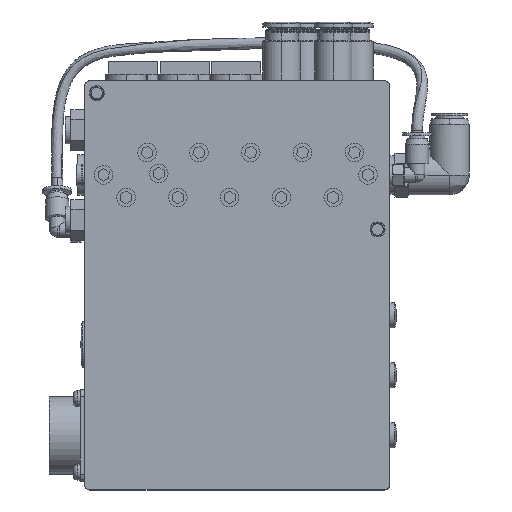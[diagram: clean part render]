
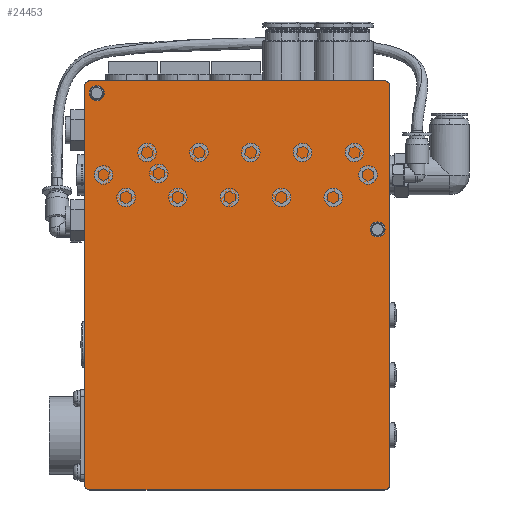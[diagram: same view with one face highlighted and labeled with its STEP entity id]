
A CAD part, top view. The second image highlights one B-rep face of the part: STEP entity #24453.
In plain terms, the highlighted planar face has unit normal (0, 0, 1).
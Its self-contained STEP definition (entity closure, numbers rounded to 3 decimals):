
#871 = DIRECTION ( 'NONE',  ( 0., 0., -1. ) ) ;
#884 = FACE_OUTER_BOUND ( 'NONE', #42906, .T. ) ;
#1895 = AXIS2_PLACEMENT_3D ( 'NONE', #1985, #38523, #7263 ) ;
#1985 = CARTESIAN_POINT ( 'NONE',  ( 51.5, 20.5, 0. ) ) ;
#4059 = ORIENTED_EDGE ( 'NONE', *, *, #13264, .T. ) ;
#4136 = DIRECTION ( 'NONE',  ( 0., 0., 1. ) ) ;
#4363 = DIRECTION ( 'NONE',  ( 1., 0., 0. ) ) ;
#5556 = AXIS2_PLACEMENT_3D ( 'NONE', #7493, #43928, #12763 ) ;
#6208 = AXIS2_PLACEMENT_3D ( 'NONE', #32197, #871, #37416 ) ;
#6338 = ORIENTED_EDGE ( 'NONE', *, *, #23512, .T. ) ;
#7263 = DIRECTION ( 'NONE',  ( -1., 0., 0. ) ) ;
#7493 = CARTESIAN_POINT ( 'NONE',  ( 54., -73., 0. ) ) ;
#7645 = AXIS2_PLACEMENT_3D ( 'NONE', #45555, #14406, #50838 ) ;
#8634 = AXIS2_PLACEMENT_3D ( 'NONE', #59798, #28588, #65020 ) ;
#9163 = VERTEX_POINT ( 'NONE', #55508 ) ;
#9893 = EDGE_CURVE ( 'NONE', #56485, #36723, #27050, .T. ) ;
#10277 = EDGE_CURVE ( 'NONE', #28985, #36455, #22941, .T. ) ;
#12106 = CIRCLE ( 'NONE', #45259, 2. ) ;
#12763 = DIRECTION ( 'NONE',  ( 1., 0., 0. ) ) ;
#13000 = EDGE_CURVE ( 'NONE', #36723, #28985, #12106, .T. ) ;
#13103 = ORIENTED_EDGE ( 'NONE', *, *, #16462, .T. ) ;
#13263 = FACE_BOUND ( 'NONE', #61075, .T. ) ;
#13264 = EDGE_CURVE ( 'NONE', #31948, #20726, #23482, .T. ) ;
#13843 = VERTEX_POINT ( 'NONE', #28205 ) ;
#14406 = DIRECTION ( 'NONE',  ( 0., 0., 1. ) ) ;
#14436 = CARTESIAN_POINT ( 'NONE',  ( -56., -73., 0. ) ) ;
#16202 = DIRECTION ( 'NONE',  ( 1., 0., 0. ) ) ;
#16462 = EDGE_CURVE ( 'NONE', #33146, #41193, #26091, .T. ) ;
#16506 = CARTESIAN_POINT ( 'NONE',  ( 54., -75., 0. ) ) ;
#16702 = CIRCLE ( 'NONE', #1895, 2.75 ) ;
#16929 = EDGE_CURVE ( 'NONE', #20642, #9163, #17118, .T. ) ;
#17118 = LINE ( 'NONE', #59110, #57002 ) ;
#19931 = CARTESIAN_POINT ( 'NONE',  ( -56., -75., 0. ) ) ;
#20255 = EDGE_CURVE ( 'NONE', #9163, #56485, #60799, .T. ) ;
#20606 = DIRECTION ( 'NONE',  ( 0., 0., -1. ) ) ;
#20642 = VERTEX_POINT ( 'NONE', #43499 ) ;
#20726 = VERTEX_POINT ( 'NONE', #22982 ) ;
#21248 = DIRECTION ( 'NONE',  ( 1., 0., 0. ) ) ;
#22154 = DIRECTION ( 'NONE',  ( 0., 0., 1. ) ) ;
#22941 = LINE ( 'NONE', #53444, #49078 ) ;
#22982 = CARTESIAN_POINT ( 'NONE',  ( -48.75, 70.5, 0. ) ) ;
#23024 = AXIS2_PLACEMENT_3D ( 'NONE', #25061, #61539, #30340 ) ;
#23482 = CIRCLE ( 'NONE', #23024, 2.75 ) ;
#23512 = EDGE_CURVE ( 'NONE', #13843, #20642, #27048, .T. ) ;
#24453 = ADVANCED_FACE ( 'NONE', ( #13263, #66978, #884 ), #61596, .T. ) ;
#25061 = CARTESIAN_POINT ( 'NONE',  ( -51.5, 70.5, 0. ) ) ;
#25583 = ORIENTED_EDGE ( 'NONE', *, *, #28685, .T. ) ;
#26091 = CIRCLE ( 'NONE', #58934, 2.75 ) ;
#26149 = CARTESIAN_POINT ( 'NONE',  ( -54.25, 70.5, 0. ) ) ;
#26317 = CARTESIAN_POINT ( 'NONE',  ( 48.75, 20.5, 0. ) ) ;
#27048 = CIRCLE ( 'NONE', #8634, 2. ) ;
#27050 = LINE ( 'NONE', #48816, #39359 ) ;
#28205 = CARTESIAN_POINT ( 'NONE',  ( 56., 73., 0. ) ) ;
#28588 = DIRECTION ( 'NONE',  ( 0., 0., 1. ) ) ;
#28685 = EDGE_CURVE ( 'NONE', #20726, #31948, #33185, .T. ) ;
#28985 = VERTEX_POINT ( 'NONE', #51727 ) ;
#30340 = DIRECTION ( 'NONE',  ( -1., 0., 0. ) ) ;
#30480 = EDGE_CURVE ( 'NONE', #41193, #33146, #16702, .T. ) ;
#31948 = VERTEX_POINT ( 'NONE', #26149 ) ;
#32197 = CARTESIAN_POINT ( 'NONE',  ( -51.5, 70.5, 0. ) ) ;
#33146 = VERTEX_POINT ( 'NONE', #57910 ) ;
#33150 = DIRECTION ( 'NONE',  ( -1., 0., 0. ) ) ;
#33185 = CIRCLE ( 'NONE', #6208, 2.75 ) ;
#34609 = ORIENTED_EDGE ( 'NONE', *, *, #9893, .T. ) ;
#36445 = CARTESIAN_POINT ( 'NONE',  ( 56., 75., 0. ) ) ;
#36455 = VERTEX_POINT ( 'NONE', #16506 ) ;
#36723 = VERTEX_POINT ( 'NONE', #14436 ) ;
#37416 = DIRECTION ( 'NONE',  ( -1., 0., 0. ) ) ;
#38523 = DIRECTION ( 'NONE',  ( 0., 0., -1. ) ) ;
#38885 = ORIENTED_EDGE ( 'NONE', *, *, #54764, .T. ) ;
#39359 = VECTOR ( 'NONE', #47593, 1000. ) ;
#40890 = VECTOR ( 'NONE', #52151, 1000. ) ;
#41193 = VERTEX_POINT ( 'NONE', #26317 ) ;
#42906 = EDGE_LOOP ( 'NONE', ( #59623, #6338, #61288, #49356, #34609, #55735, #56594, #38885 ) ) ;
#43499 = CARTESIAN_POINT ( 'NONE',  ( 54., 75., 0. ) ) ;
#43928 = DIRECTION ( 'NONE',  ( 0., 0., 1. ) ) ;
#45259 = AXIS2_PLACEMENT_3D ( 'NONE', #66972, #22154, #21248 ) ;
#45555 = CARTESIAN_POINT ( 'NONE',  ( -54., 73., 0. ) ) ;
#46626 = AXIS2_PLACEMENT_3D ( 'NONE', #19931, #4136, #4363 ) ;
#47593 = DIRECTION ( 'NONE',  ( 0., -1., 0. ) ) ;
#48816 = CARTESIAN_POINT ( 'NONE',  ( -56., 75., 0. ) ) ;
#48940 = CARTESIAN_POINT ( 'NONE',  ( 56., -73., 0. ) ) ;
#49078 = VECTOR ( 'NONE', #16202, 1000. ) ;
#49356 = ORIENTED_EDGE ( 'NONE', *, *, #20255, .T. ) ;
#50838 = DIRECTION ( 'NONE',  ( 1., 0., 0. ) ) ;
#51683 = CIRCLE ( 'NONE', #5556, 2. ) ;
#51727 = CARTESIAN_POINT ( 'NONE',  ( -54., -75., 0. ) ) ;
#51847 = CARTESIAN_POINT ( 'NONE',  ( 51.5, 20.5, 0. ) ) ;
#52151 = DIRECTION ( 'NONE',  ( 0., 1., 0. ) ) ;
#52859 = ORIENTED_EDGE ( 'NONE', *, *, #30480, .T. ) ;
#53444 = CARTESIAN_POINT ( 'NONE',  ( -56., -75., 0. ) ) ;
#53638 = CARTESIAN_POINT ( 'NONE',  ( -56., 73., 0. ) ) ;
#54764 = EDGE_CURVE ( 'NONE', #36455, #64365, #51683, .T. ) ;
#54773 = LINE ( 'NONE', #36445, #40890 ) ;
#55508 = CARTESIAN_POINT ( 'NONE',  ( -54., 75., 0. ) ) ;
#55735 = ORIENTED_EDGE ( 'NONE', *, *, #13000, .T. ) ;
#56485 = VERTEX_POINT ( 'NONE', #53638 ) ;
#56594 = ORIENTED_EDGE ( 'NONE', *, *, #10277, .T. ) ;
#57002 = VECTOR ( 'NONE', #33150, 1000. ) ;
#57021 = DIRECTION ( 'NONE',  ( -1., 0., 0. ) ) ;
#57334 = EDGE_CURVE ( 'NONE', #64365, #13843, #54773, .T. ) ;
#57910 = CARTESIAN_POINT ( 'NONE',  ( 54.25, 20.5, 0. ) ) ;
#58934 = AXIS2_PLACEMENT_3D ( 'NONE', #51847, #20606, #57021 ) ;
#59110 = CARTESIAN_POINT ( 'NONE',  ( -56., 75., 0. ) ) ;
#59623 = ORIENTED_EDGE ( 'NONE', *, *, #57334, .T. ) ;
#59798 = CARTESIAN_POINT ( 'NONE',  ( 54., 73., 0. ) ) ;
#60799 = CIRCLE ( 'NONE', #7645, 2. ) ;
#61075 = EDGE_LOOP ( 'NONE', ( #4059, #25583 ) ) ;
#61288 = ORIENTED_EDGE ( 'NONE', *, *, #16929, .T. ) ;
#61539 = DIRECTION ( 'NONE',  ( 0., 0., -1. ) ) ;
#61596 = PLANE ( 'NONE',  #46626 ) ;
#62491 = EDGE_LOOP ( 'NONE', ( #52859, #13103 ) ) ;
#64365 = VERTEX_POINT ( 'NONE', #48940 ) ;
#65020 = DIRECTION ( 'NONE',  ( 1., 0., 0. ) ) ;
#66972 = CARTESIAN_POINT ( 'NONE',  ( -54., -73., 0. ) ) ;
#66978 = FACE_BOUND ( 'NONE', #62491, .T. ) ;
